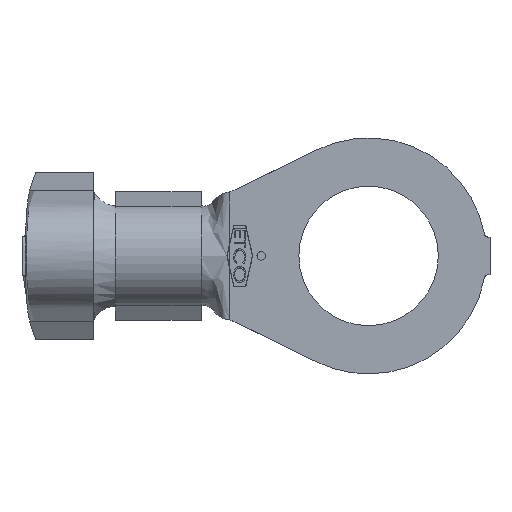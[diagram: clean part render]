
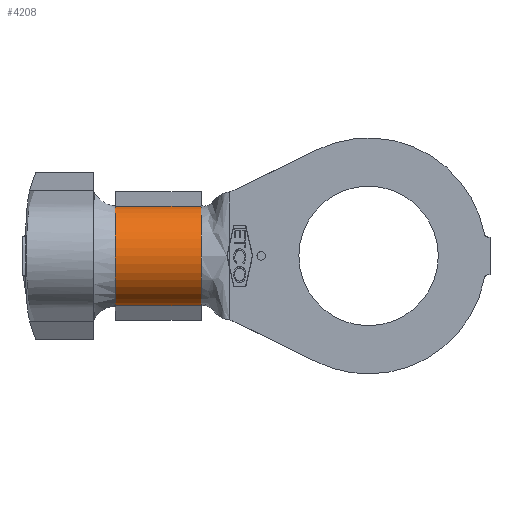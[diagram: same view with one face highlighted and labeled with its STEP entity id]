
A CAD part, front view. The second image highlights one B-rep face of the part: STEP entity #4208.
In plain terms, the highlighted cylindrical face has radius 3.785 mm (diameter 7.569 mm), a partial arc.
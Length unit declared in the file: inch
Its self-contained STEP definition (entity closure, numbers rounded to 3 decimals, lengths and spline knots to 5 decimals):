
#56 = CARTESIAN_POINT ( 'NONE',  ( -0.487, 0.11224, 0.14439 ) ) ;
#164 = EDGE_LOOP ( 'NONE', ( #4459, #4744, #5150, #5532 ) ) ;
#572 = EDGE_CURVE ( 'NONE', #2702, #5725, #3258, .T. ) ;
#1415 = CARTESIAN_POINT ( 'NONE',  ( -0.737, 0.149, 0. ) ) ;
#1846 = EDGE_CURVE ( 'NONE', #5028, #5725, #3411, .T. ) ;
#2023 = DIRECTION ( 'NONE',  ( 0., 0., -1. ) ) ;
#2324 = CARTESIAN_POINT ( 'NONE',  ( -0.737, 0.149, 0. ) ) ;
#2533 = VECTOR ( 'NONE', #5626, 39.37008 ) ;
#2651 = CIRCLE ( 'NONE', #7142, 0.149 ) ;
#2702 = VERTEX_POINT ( 'NONE', #56 ) ;
#3056 = EDGE_CURVE ( 'NONE', #6094, #5028, #2651, .T. ) ;
#3258 = CIRCLE ( 'NONE', #7745, 0.149 ) ;
#3386 = CYLINDRICAL_SURFACE ( 'NONE', #4318, 0.149 ) ;
#3411 = LINE ( 'NONE', #3923, #4887 ) ;
#3923 = CARTESIAN_POINT ( 'NONE',  ( -0.737, 0.11224, -0.14439 ) ) ;
#4076 = CARTESIAN_POINT ( 'NONE',  ( -0.737, 0.11224, -0.14439 ) ) ;
#4208 = ADVANCED_FACE ( 'NONE', ( #6682 ), #3386, .T. ) ;
#4318 = AXIS2_PLACEMENT_3D ( 'NONE', #2324, #5421, #6638 ) ;
#4388 = CARTESIAN_POINT ( 'NONE',  ( -0.737, 0.11224, 0.14439 ) ) ;
#4459 = ORIENTED_EDGE ( 'NONE', *, *, #572, .F. ) ;
#4723 = EDGE_CURVE ( 'NONE', #6094, #2702, #7761, .T. ) ;
#4744 = ORIENTED_EDGE ( 'NONE', *, *, #4723, .F. ) ;
#4887 = VECTOR ( 'NONE', #7007, 39.37008 ) ;
#4997 = CARTESIAN_POINT ( 'NONE',  ( -0.737, 0.11224, 0.14439 ) ) ;
#5028 = VERTEX_POINT ( 'NONE', #4076 ) ;
#5150 = ORIENTED_EDGE ( 'NONE', *, *, #3056, .T. ) ;
#5289 = CARTESIAN_POINT ( 'NONE',  ( -0.487, 0.11224, -0.14439 ) ) ;
#5421 = DIRECTION ( 'NONE',  ( 1., 0., 0. ) ) ;
#5532 = ORIENTED_EDGE ( 'NONE', *, *, #1846, .T. ) ;
#5626 = DIRECTION ( 'NONE',  ( 1., 0., 0. ) ) ;
#5722 = DIRECTION ( 'NONE',  ( 1., 0., 0. ) ) ;
#5725 = VERTEX_POINT ( 'NONE', #5289 ) ;
#6094 = VERTEX_POINT ( 'NONE', #4388 ) ;
#6402 = DIRECTION ( 'NONE',  ( 0., 0., -1. ) ) ;
#6434 = DIRECTION ( 'NONE',  ( 1., 0., 0. ) ) ;
#6638 = DIRECTION ( 'NONE',  ( 0., 0., -1. ) ) ;
#6682 = FACE_OUTER_BOUND ( 'NONE', #164, .T. ) ;
#6914 = CARTESIAN_POINT ( 'NONE',  ( -0.487, 0.149, 0. ) ) ;
#7007 = DIRECTION ( 'NONE',  ( 1., 0., 0. ) ) ;
#7142 = AXIS2_PLACEMENT_3D ( 'NONE', #1415, #5722, #2023 ) ;
#7745 = AXIS2_PLACEMENT_3D ( 'NONE', #6914, #6434, #6402 ) ;
#7761 = LINE ( 'NONE', #4997, #2533 ) ;
